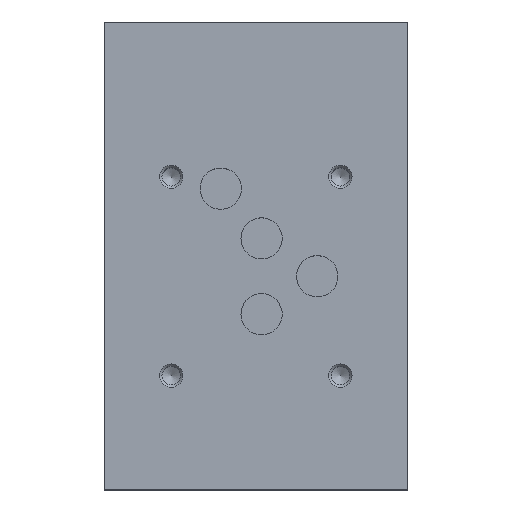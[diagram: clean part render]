
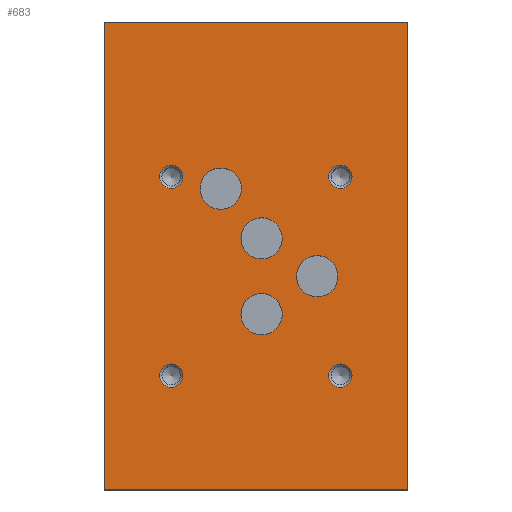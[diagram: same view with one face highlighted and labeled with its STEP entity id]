
A CAD part, top view. The second image highlights one B-rep face of the part: STEP entity #683.
In plain terms, the highlighted planar face has unit normal (0, 0, 1).
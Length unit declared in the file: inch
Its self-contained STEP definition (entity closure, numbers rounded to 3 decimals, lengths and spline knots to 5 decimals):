
#683 = ADVANCED_FACE( '', ( #1441, #1442, #1443, #1444, #1445, #1446, #1447, #1448, #1449 ), #1450, .F. );
#1441 = FACE_BOUND( '', #2218, .T. );
#1442 = FACE_BOUND( '', #2219, .T. );
#1443 = FACE_BOUND( '', #2220, .T. );
#1444 = FACE_BOUND( '', #2221, .T. );
#1445 = FACE_BOUND( '', #2222, .T. );
#1446 = FACE_BOUND( '', #2223, .T. );
#1447 = FACE_BOUND( '', #2224, .T. );
#1448 = FACE_BOUND( '', #2225, .T. );
#1449 = FACE_OUTER_BOUND( '', #2226, .T. );
#1450 = PLANE( '', #2227 );
#2218 = EDGE_LOOP( '', ( #4148 ) );
#2219 = EDGE_LOOP( '', ( #4149 ) );
#2220 = EDGE_LOOP( '', ( #4150 ) );
#2221 = EDGE_LOOP( '', ( #4151 ) );
#2222 = EDGE_LOOP( '', ( #4152 ) );
#2223 = EDGE_LOOP( '', ( #4153 ) );
#2224 = EDGE_LOOP( '', ( #4154 ) );
#2225 = EDGE_LOOP( '', ( #4155 ) );
#2226 = EDGE_LOOP( '', ( #4156, #4157, #4158, #4159 ) );
#2227 = AXIS2_PLACEMENT_3D( '', #4160, #4161, #4162 );
#4148 = ORIENTED_EDGE( '', *, *, #4524, .F. );
#4149 = ORIENTED_EDGE( '', *, *, #4723, .F. );
#4150 = ORIENTED_EDGE( '', *, *, #5002, .F. );
#4151 = ORIENTED_EDGE( '', *, *, #4606, .F. );
#4152 = ORIENTED_EDGE( '', *, *, #4896, .F. );
#4153 = ORIENTED_EDGE( '', *, *, #4786, .F. );
#4154 = ORIENTED_EDGE( '', *, *, #4556, .F. );
#4155 = ORIENTED_EDGE( '', *, *, #4463, .F. );
#4156 = ORIENTED_EDGE( '', *, *, #4396, .T. );
#4157 = ORIENTED_EDGE( '', *, *, #4998, .F. );
#4158 = ORIENTED_EDGE( '', *, *, #4773, .F. );
#4159 = ORIENTED_EDGE( '', *, *, #4697, .T. );
#4160 = CARTESIAN_POINT( '', ( 3.25, 5., 4. ) );
#4161 = DIRECTION( '', ( 0., 0., -1. ) );
#4162 = DIRECTION( '', ( -1., 0., 0. ) );
#4396 = EDGE_CURVE( '', #5268, #5272, #5274, .T. );
#4463 = EDGE_CURVE( '', #5386, #5386, #5387, .T. );
#4524 = EDGE_CURVE( '', #5487, #5487, #5488, .T. );
#4556 = EDGE_CURVE( '', #5535, #5535, #5536, .T. );
#4606 = EDGE_CURVE( '', #5618, #5618, #5619, .T. );
#4697 = EDGE_CURVE( '', #5747, #5268, #5748, .T. );
#4723 = EDGE_CURVE( '', #5781, #5781, #5782, .T. );
#4773 = EDGE_CURVE( '', #5747, #5844, #5845, .T. );
#4786 = EDGE_CURVE( '', #5864, #5864, #5865, .T. );
#4896 = EDGE_CURVE( '', #6000, #6000, #6001, .T. );
#4998 = EDGE_CURVE( '', #5844, #5272, #6118, .T. );
#5002 = EDGE_CURVE( '', #6122, #6122, #6123, .T. );
#5268 = VERTEX_POINT( '', #6469 );
#5272 = VERTEX_POINT( '', #6475 );
#5274 = LINE( '', #6478, #6479 );
#5386 = VERTEX_POINT( '', #6633 );
#5387 = CIRCLE( '', #6634, 0.2205 );
#5487 = VERTEX_POINT( '', #6767 );
#5488 = CIRCLE( '', #6768, 0.125 );
#5535 = VERTEX_POINT( '', #6835 );
#5536 = CIRCLE( '', #6836, 0.2205 );
#5618 = VERTEX_POINT( '', #6947 );
#5619 = CIRCLE( '', #6948, 0.125 );
#5747 = VERTEX_POINT( '', #7124 );
#5748 = LINE( '', #7125, #7126 );
#5781 = VERTEX_POINT( '', #7170 );
#5782 = CIRCLE( '', #7171, 0.125 );
#5844 = VERTEX_POINT( '', #7259 );
#5845 = LINE( '', #7260, #7261 );
#5864 = VERTEX_POINT( '', #7288 );
#5865 = CIRCLE( '', #7289, 0.2205 );
#6000 = VERTEX_POINT( '', #7472 );
#6001 = CIRCLE( '', #7473, 0.2205 );
#6118 = LINE( '', #7630, #7631 );
#6122 = VERTEX_POINT( '', #7635 );
#6123 = CIRCLE( '', #7636, 0.125 );
#6469 = CARTESIAN_POINT( '', ( 0., 5., 4. ) );
#6475 = CARTESIAN_POINT( '', ( 0., 0., 4. ) );
#6478 = CARTESIAN_POINT( '', ( 0., 5., 4. ) );
#6479 = VECTOR( '', #7830, 39.37008 );
#6633 = CARTESIAN_POINT( '', ( 2.5005, 2.28, 4. ) );
#6634 = AXIS2_PLACEMENT_3D( '', #7903, #7904, #7905 );
#6767 = CARTESIAN_POINT( '', ( 0.842, 3.343, 4. ) );
#6768 = AXIS2_PLACEMENT_3D( '', #7984, #7985, #7986 );
#6835 = CARTESIAN_POINT( '', ( 1.4685, 3.217, 4. ) );
#6836 = AXIS2_PLACEMENT_3D( '', #8013, #8014, #8015 );
#6947 = CARTESIAN_POINT( '', ( 2.653, 3.343, 4. ) );
#6948 = AXIS2_PLACEMENT_3D( '', #8066, #8067, #8068 );
#7124 = CARTESIAN_POINT( '', ( 3.25, 5., 4. ) );
#7125 = CARTESIAN_POINT( '', ( 3.25, 5., 4. ) );
#7126 = VECTOR( '', #8153, 39.37008 );
#7170 = CARTESIAN_POINT( '', ( 0.842, 1.217, 4. ) );
#7171 = AXIS2_PLACEMENT_3D( '', #8180, #8181, #8182 );
#7259 = CARTESIAN_POINT( '', ( 3.25, 0., 4. ) );
#7260 = CARTESIAN_POINT( '', ( 3.25, 5., 4. ) );
#7261 = VECTOR( '', #8233, 39.37008 );
#7288 = CARTESIAN_POINT( '', ( 1.9055, 2.685, 4. ) );
#7289 = AXIS2_PLACEMENT_3D( '', #8242, #8243, #8244 );
#7472 = CARTESIAN_POINT( '', ( 1.9055, 1.874, 4. ) );
#7473 = AXIS2_PLACEMENT_3D( '', #8341, #8342, #8343 );
#7630 = CARTESIAN_POINT( '', ( 3.25, 0., 4. ) );
#7631 = VECTOR( '', #8429, 39.37008 );
#7635 = CARTESIAN_POINT( '', ( 2.653, 1.217, 4. ) );
#7636 = AXIS2_PLACEMENT_3D( '', #8430, #8431, #8432 );
#7830 = DIRECTION( '', ( 0., -1., 0. ) );
#7903 = CARTESIAN_POINT( '', ( 2.28, 2.28, 4. ) );
#7904 = DIRECTION( '', ( 0., 0., 1. ) );
#7905 = DIRECTION( '', ( 1., 0., 0. ) );
#7984 = CARTESIAN_POINT( '', ( 0.717, 3.343, 4. ) );
#7985 = DIRECTION( '', ( 0., 0., 1. ) );
#7986 = DIRECTION( '', ( 1., 0., 0. ) );
#8013 = CARTESIAN_POINT( '', ( 1.248, 3.217, 4. ) );
#8014 = DIRECTION( '', ( 0., 0., 1. ) );
#8015 = DIRECTION( '', ( 1., 0., 0. ) );
#8066 = CARTESIAN_POINT( '', ( 2.528, 3.343, 4. ) );
#8067 = DIRECTION( '', ( 0., 0., 1. ) );
#8068 = DIRECTION( '', ( 1., 0., 0. ) );
#8153 = DIRECTION( '', ( -1., 0., 0. ) );
#8180 = CARTESIAN_POINT( '', ( 0.717, 1.217, 4. ) );
#8181 = DIRECTION( '', ( 0., 0., 1. ) );
#8182 = DIRECTION( '', ( 1., 0., 0. ) );
#8233 = DIRECTION( '', ( 0., -1., 0. ) );
#8242 = CARTESIAN_POINT( '', ( 1.685, 2.685, 4. ) );
#8243 = DIRECTION( '', ( 0., 0., 1. ) );
#8244 = DIRECTION( '', ( 1., 0., 0. ) );
#8341 = CARTESIAN_POINT( '', ( 1.685, 1.874, 4. ) );
#8342 = DIRECTION( '', ( 0., 0., 1. ) );
#8343 = DIRECTION( '', ( 1., 0., 0. ) );
#8429 = DIRECTION( '', ( -1., 0., 0. ) );
#8430 = CARTESIAN_POINT( '', ( 2.528, 1.217, 4. ) );
#8431 = DIRECTION( '', ( 0., 0., 1. ) );
#8432 = DIRECTION( '', ( 1., 0., 0. ) );
